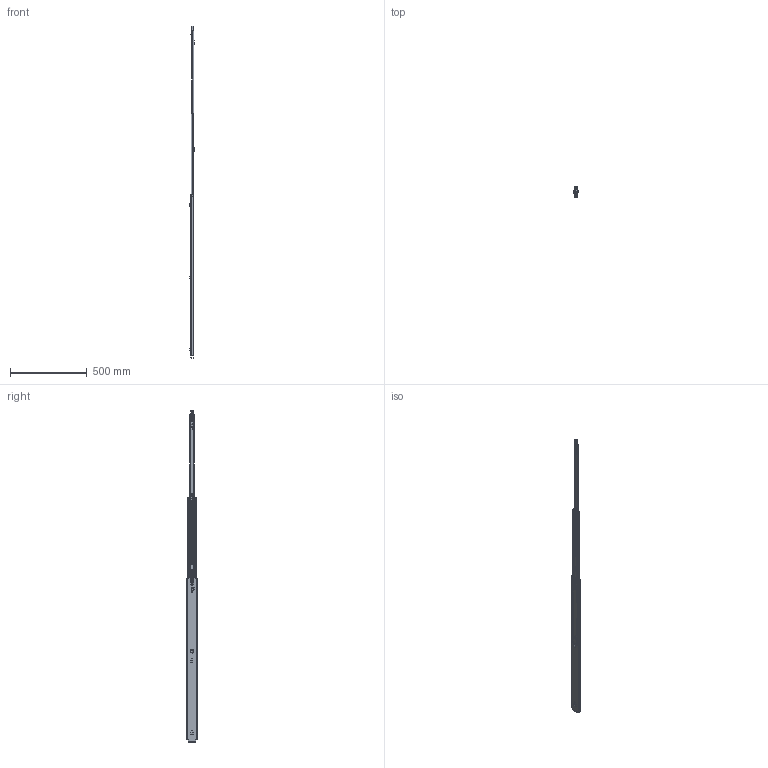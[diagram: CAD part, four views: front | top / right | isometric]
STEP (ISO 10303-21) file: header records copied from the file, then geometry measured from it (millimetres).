
FILE_DESCRIPTION (( 'STEP AP214' ), '1' );
FILE_NAME ('FR_5400_L_SMT.1067mm_42inch_1,5_open_right.STEP', '2022-10-27T12:48:44', ( '' ), ( '' ), 'SwSTEP 2.0', 'SolidWorks 2020', '' );
FILE_SCHEMA (( 'AUTOMOTIVE_DESIGN' ));
Length unit declared in the file: millimetre
Products named in the file (18): 5400 Rivet_Handle Rivet; FR_5400_L_SMT.1067mm_42inch_1,5_open_right; 5400 Drawer Unlock.RIGHT; 5400.XXX-03.T117 RIGHT_NL 42; 5400 Locking Handle RIGHT; 5400 Drawer Lock Latch; 5400 Stop; 5400 Connecting Rod_NL  42; 5400.XXX-03.T117 RIGHT_NL 42 Open; 5400.XXX-01.T117 RIGHT_NL 42; 5400.XXX-02.T117_NL 42; 5400.XXX-02.T117 RIGHT_NL 42 Open; 5400 Rod Actuator.re; 5400 Rivet_Middle Latch Rivet; 5400 Rivet_Drawer Latch Rivet; 5400 Middle Latch; 5400 Rivet_Actuator Rivet
Assembly tree (17 placements, depth 3):
  FR_5400_L_SMT.1067mm_42inch_1,5_open_right
    5400.XXX-01.T117 RIGHT_NL 42
      5400.XXX-01.T117 RIGHT_NL 42
    5400.XXX-03.T117 RIGHT_NL 42 Open
      5400.XXX-03.T117 RIGHT_NL 42
      5400 Locking Handle RIGHT
      5400 Rivet_Handle Rivet
      5400 Drawer Lock Latch
      5400 Rivet_Drawer Latch Rivet
      5400 Drawer Unlock.RIGHT
      5400 Connecting Rod_NL  42
      5400 Rod Actuator.re
      5400 Rivet_Actuator Rivet
    5400.XXX-02.T117 RIGHT_NL 42 Open
      5400.XXX-02.T117_NL 42
      5400 Stop
      5400 Middle Latch
      5400 Rivet_Middle Latch Rivet
Bounding box: 29.79 x 76.19 x 2165.57 mm (x, y, z)
Volume: 700718.1 mm3; surface area: 594982.9 mm2
Topology: 15 solids, 15 shells, 1053 faces, 2787 edges, 1746 vertices
Faces by surface type: plane 573, cylinder 397, bspline 52, torus 20, sphere 9, cone 2
Entity records: 37433 total; most frequent: CARTESIAN_POINT 9922, ORIENTED_EDGE 5556, DIRECTION 5390, EDGE_CURVE 2778, AXIS2_PLACEMENT_3D 1813, VECTOR 1764, LINE 1764, VERTEX_POINT 1744
